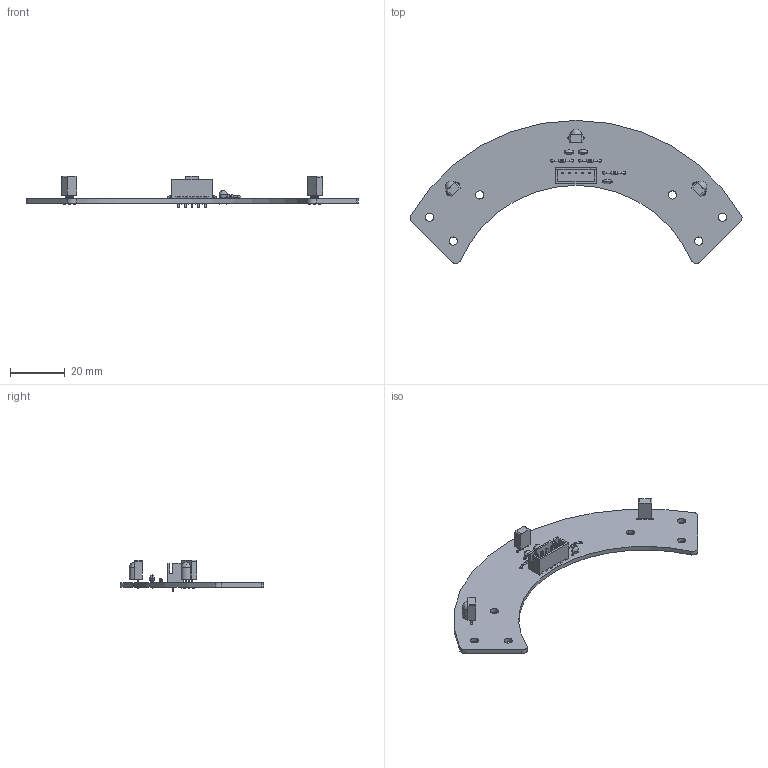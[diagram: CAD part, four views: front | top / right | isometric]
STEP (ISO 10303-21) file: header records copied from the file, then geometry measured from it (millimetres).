
FILE_DESCRIPTION(('KiCad electronic assembly'),'2;1');
FILE_NAME('IR___.step','2024-12-17T23:05:56',('Pcbnew'),('Kicad'), 'Open CASCADE STEP processor 7.6','KiCad to STEP converter','Unknown' );
FILE_SCHEMA(('AUTOMOTIVE_DESIGN { 1 0 10303 214 1 1 1 1 }'));
Length unit declared in the file: millimetre
Products named in the file (10): IR___ 1; ã³ãã¯ã¿ã¼5ãã³ v1; COMPOUND; æµæ v2; IRç´ å­ v6; ã»ã©ããã¯ã³ã³ãã³ãµã¼ v2; SOLID; _autosave-IRåå°ç¨ PCB
Assembly tree (15 placements, depth 3):
  IR___ 1
    ã³ãã¯ã¿ã¼5ãã³ v1
      COMPOUND
    æµæ v2  x3
      COMPOUND
    IRç´ å­ v6  x3
      COMPOUND
    ã»ã©ããã¯ã³ã³ãã³ãµã¼ v2  x3
      SOLID
    _autosave-IRåå°ç¨ PCB
Bounding box: 121.41 x 52.33 x 11.65 mm (x, y, z)
Volume: 5510.2 mm3; surface area: 8281.5 mm2
Topology: 16 solids, 16 shells, 465 faces, 1232 edges, 787 vertices
Faces by surface type: plane 283, bspline 75, cylinder 74, torus 18, sphere 15
Full cylindrical faces by diameter (mm): 0.339 x12, 0.5 x12, 1 x26, 3 x5
Entity records: 25021 total; most frequent: CARTESIAN_POINT 9931, DIRECTION 2630, LINE 1715, VECTOR 1715, ORIENTED_EDGE 1478, PCURVE 1478, DEFINITIONAL_REPRESENTATION 1478, EDGE_CURVE 739
